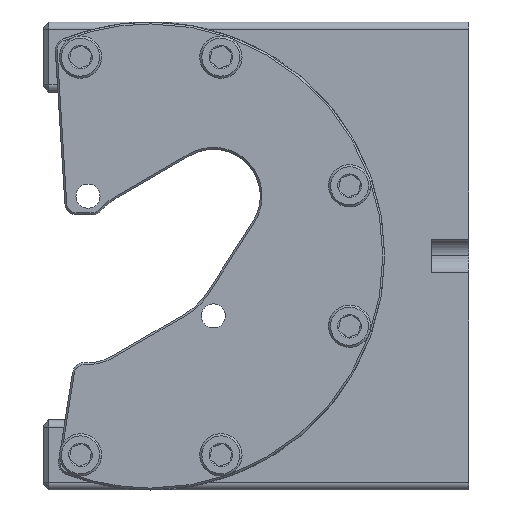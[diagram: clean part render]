
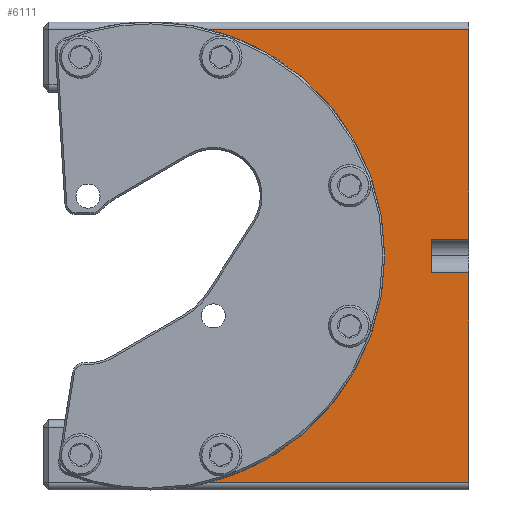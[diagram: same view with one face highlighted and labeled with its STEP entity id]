
A CAD part, left-side view. The second image highlights one B-rep face of the part: STEP entity #6111.
In plain terms, the highlighted planar face has unit normal (-1, 0, 0).
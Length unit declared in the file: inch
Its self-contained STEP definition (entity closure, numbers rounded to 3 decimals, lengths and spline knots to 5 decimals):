
#10 = EDGE_CURVE ( 'NONE', #97, #18906, #9265, .T. ) ;
#97 = VERTEX_POINT ( 'NONE', #664 ) ;
#183 = LINE ( 'NONE', #18830, #15488 ) ;
#642 = ORIENTED_EDGE ( 'NONE', *, *, #5999, .T. ) ;
#664 = CARTESIAN_POINT ( 'NONE',  ( -0.09112, 0.26213, 1.70478 ) ) ;
#1220 = ORIENTED_EDGE ( 'NONE', *, *, #19375, .T. ) ;
#1752 = VECTOR ( 'NONE', #10817, 39.37008 ) ;
#2259 = CARTESIAN_POINT ( 'NONE',  ( -0.09112, 0.26213, 1.88478 ) ) ;
#2301 = EDGE_CURVE ( 'NONE', #4652, #4493, #7834, .T. ) ;
#2451 = CARTESIAN_POINT ( 'NONE',  ( -0.09112, 0.43713, 0.58478 ) ) ;
#3207 = CARTESIAN_POINT ( 'NONE',  ( -0.09112, 0.06213, 3.04478 ) ) ;
#3368 = EDGE_LOOP ( 'NONE', ( #5987, #642, #15172, #5389, #3654, #6933, #1220, #7505 ) ) ;
#3495 = VERTEX_POINT ( 'NONE', #2259 ) ;
#3654 = ORIENTED_EDGE ( 'NONE', *, *, #13399, .F. ) ;
#3678 = AXIS2_PLACEMENT_3D ( 'NONE', #15289, #7341, #7727 ) ;
#4062 = CARTESIAN_POINT ( 'NONE',  ( -0.09112, 0.43713, 3.00478 ) ) ;
#4147 = VECTOR ( 'NONE', #12330, 39.37008 ) ;
#4219 = CARTESIAN_POINT ( 'NONE',  ( -0.09112, 1.44844, 0.58478 ) ) ;
#4381 = CARTESIAN_POINT ( 'NONE',  ( -0.09112, 0.43713, 3.04478 ) ) ;
#4444 = AXIS2_PLACEMENT_3D ( 'NONE', #4381, #12182, #4682 ) ;
#4493 = VERTEX_POINT ( 'NONE', #17685 ) ;
#4652 = VERTEX_POINT ( 'NONE', #4219 ) ;
#4682 = DIRECTION ( 'NONE',  ( 0., 0., -1. ) ) ;
#5087 = CARTESIAN_POINT ( 'NONE',  ( -0.09112, 0.26213, 1.88478 ) ) ;
#5389 = ORIENTED_EDGE ( 'NONE', *, *, #10, .F. ) ;
#5494 = DIRECTION ( 'NONE',  ( 0., 1., 0. ) ) ;
#5987 = ORIENTED_EDGE ( 'NONE', *, *, #2301, .F. ) ;
#5999 = EDGE_CURVE ( 'NONE', #4652, #13661, #13114, .T. ) ;
#6111 = ADVANCED_FACE ( 'NONE', ( #12290 ), #15410, .F. ) ;
#6278 = CARTESIAN_POINT ( 'NONE',  ( -0.09112, 0.26213, 1.70478 ) ) ;
#6345 = CARTESIAN_POINT ( 'NONE',  ( -0.09112, 0.06213, 1.70478 ) ) ;
#6488 = DIRECTION ( 'NONE',  ( 0., -1., 0. ) ) ;
#6710 = VECTOR ( 'NONE', #6488, 39.37008 ) ;
#6933 = ORIENTED_EDGE ( 'NONE', *, *, #18858, .T. ) ;
#7107 = CARTESIAN_POINT ( 'NONE',  ( -0.09112, 0.06213, 3.00478 ) ) ;
#7341 = DIRECTION ( 'NONE',  ( -1., 0., 0. ) ) ;
#7505 = ORIENTED_EDGE ( 'NONE', *, *, #16007, .T. ) ;
#7727 = DIRECTION ( 'NONE',  ( 0., 0., 1. ) ) ;
#7834 = CIRCLE ( 'NONE', #3678, 1.25 ) ;
#8594 = VECTOR ( 'NONE', #16423, 39.37008 ) ;
#8932 = LINE ( 'NONE', #16686, #1752 ) ;
#9265 = LINE ( 'NONE', #6278, #6710 ) ;
#9510 = CARTESIAN_POINT ( 'NONE',  ( -0.09112, 0.06213, 0.58478 ) ) ;
#9719 = VERTEX_POINT ( 'NONE', #13612 ) ;
#10817 = DIRECTION ( 'NONE',  ( 0., -1., 0. ) ) ;
#12182 = DIRECTION ( 'NONE',  ( 1., 0., 0. ) ) ;
#12290 = FACE_OUTER_BOUND ( 'NONE', #3368, .T. ) ;
#12330 = DIRECTION ( 'NONE',  ( 0., 0., 1. ) ) ;
#13114 = LINE ( 'NONE', #2451, #8594 ) ;
#13399 = EDGE_CURVE ( 'NONE', #3495, #97, #18502, .T. ) ;
#13612 = CARTESIAN_POINT ( 'NONE',  ( -0.09112, 0.06213, 1.88478 ) ) ;
#13661 = VERTEX_POINT ( 'NONE', #9510 ) ;
#14644 = VECTOR ( 'NONE', #5494, 39.37008 ) ;
#14720 = LINE ( 'NONE', #4062, #14644 ) ;
#15172 = ORIENTED_EDGE ( 'NONE', *, *, #15726, .T. ) ;
#15289 = CARTESIAN_POINT ( 'NONE',  ( -0.09112, 1.76213, 1.79478 ) ) ;
#15410 = PLANE ( 'NONE',  #4444 ) ;
#15488 = VECTOR ( 'NONE', #15745, 39.37008 ) ;
#15515 = DIRECTION ( 'NONE',  ( 0., 0., -1. ) ) ;
#15726 = EDGE_CURVE ( 'NONE', #13661, #18906, #16853, .T. ) ;
#15745 = DIRECTION ( 'NONE',  ( 0., 0., 1. ) ) ;
#16007 = EDGE_CURVE ( 'NONE', #18361, #4493, #14720, .T. ) ;
#16423 = DIRECTION ( 'NONE',  ( 0., -1., 0. ) ) ;
#16686 = CARTESIAN_POINT ( 'NONE',  ( -0.09112, 0.26213, 1.88478 ) ) ;
#16853 = LINE ( 'NONE', #3207, #4147 ) ;
#17357 = VECTOR ( 'NONE', #15515, 39.37008 ) ;
#17685 = CARTESIAN_POINT ( 'NONE',  ( -0.09112, 1.44844, 3.00478 ) ) ;
#18361 = VERTEX_POINT ( 'NONE', #7107 ) ;
#18502 = LINE ( 'NONE', #5087, #17357 ) ;
#18830 = CARTESIAN_POINT ( 'NONE',  ( -0.09112, 0.06213, 3.04478 ) ) ;
#18858 = EDGE_CURVE ( 'NONE', #3495, #9719, #8932, .T. ) ;
#18906 = VERTEX_POINT ( 'NONE', #6345 ) ;
#19375 = EDGE_CURVE ( 'NONE', #9719, #18361, #183, .T. ) ;
